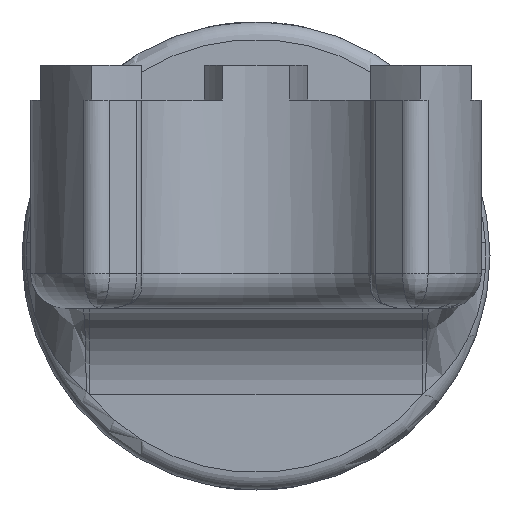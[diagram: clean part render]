
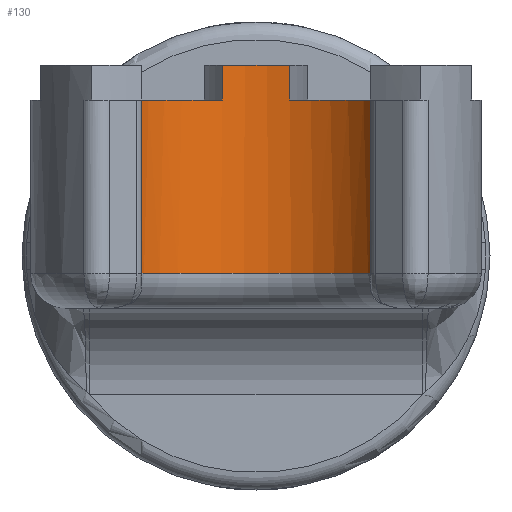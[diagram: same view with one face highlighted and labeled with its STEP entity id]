
A CAD part, left-side view. The second image highlights one B-rep face of the part: STEP entity #130.
In plain terms, the highlighted cylindrical face has radius 8 mm (diameter 16 mm), a partial arc.
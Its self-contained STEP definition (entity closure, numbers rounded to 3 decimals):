
#130 = ADVANCED_FACE( '', ( #333 ), #334, .F. );
#333 = FACE_OUTER_BOUND( '', #913, .T. );
#334 = CYLINDRICAL_SURFACE( '', #914, 8. );
#913 = EDGE_LOOP( '', ( #3229, #3230, #3231, #3232, #3233, #3234, #3235, #3236, #3237, #3238, #3239, #3240 ) );
#914 = AXIS2_PLACEMENT_3D( '', #3241, #3242, #3243 );
#3229 = ORIENTED_EDGE( '', *, *, #3870, .F. );
#3230 = ORIENTED_EDGE( '', *, *, #3871, .F. );
#3231 = ORIENTED_EDGE( '', *, *, #3872, .T. );
#3232 = ORIENTED_EDGE( '', *, *, #3873, .T. );
#3233 = ORIENTED_EDGE( '', *, *, #3874, .F. );
#3234 = ORIENTED_EDGE( '', *, *, #3863, .F. );
#3235 = ORIENTED_EDGE( '', *, *, #3875, .T. );
#3236 = ORIENTED_EDGE( '', *, *, #3855, .T. );
#3237 = ORIENTED_EDGE( '', *, *, #3876, .T. );
#3238 = ORIENTED_EDGE( '', *, *, #3877, .T. );
#3239 = ORIENTED_EDGE( '', *, *, #3878, .T. );
#3240 = ORIENTED_EDGE( '', *, *, #3879, .T. );
#3241 = CARTESIAN_POINT( '', ( -50., 0., 14. ) );
#3242 = DIRECTION( '', ( 0., 0., 1. ) );
#3243 = DIRECTION( '', ( -1., 0., 0. ) );
#3855 = EDGE_CURVE( '', #4159, #4157, #4160, .T. );
#3863 = EDGE_CURVE( '', #4172, #4167, #4174, .T. );
#3870 = EDGE_CURVE( '', #4185, #4186, #4187, .T. );
#3871 = EDGE_CURVE( '', #4188, #4185, #4189, .T. );
#3872 = EDGE_CURVE( '', #4188, #4190, #4191, .T. );
#3873 = EDGE_CURVE( '', #4190, #4192, #4193, .T. );
#3874 = EDGE_CURVE( '', #4167, #4192, #4194, .T. );
#3875 = EDGE_CURVE( '', #4172, #4159, #4195, .T. );
#3876 = EDGE_CURVE( '', #4157, #4196, #4197, .T. );
#3877 = EDGE_CURVE( '', #4196, #4198, #4199, .F. );
#3878 = EDGE_CURVE( '', #4198, #4200, #4201, .F. );
#3879 = EDGE_CURVE( '', #4200, #4186, #4202, .T. );
#4157 = VERTEX_POINT( '', #4918 );
#4159 = VERTEX_POINT( '', #4920 );
#4160 = CIRCLE( '', #4921, 8. );
#4167 = VERTEX_POINT( '', #4928 );
#4172 = VERTEX_POINT( '', #4933 );
#4174 = CIRCLE( '', #4935, 8. );
#4185 = VERTEX_POINT( '', #4955 );
#4186 = VERTEX_POINT( '', #4956 );
#4187 = LINE( '', #4957, #4958 );
#4188 = VERTEX_POINT( '', #4959 );
#4189 = CIRCLE( '', #4960, 8. );
#4190 = VERTEX_POINT( '', #4961 );
#4191 = LINE( '', #4962, #4963 );
#4192 = VERTEX_POINT( '', #4964 );
#4193 = CIRCLE( '', #4965, 8. );
#4194 = LINE( '', #4966, #4967 );
#4195 = LINE( '', #4968, #4969 );
#4196 = VERTEX_POINT( '', #4970 );
#4197 = LINE( '', #4971, #4972 );
#4198 = VERTEX_POINT( '', #4973 );
#4199 = CIRCLE( '', #4974, 8. );
#4200 = VERTEX_POINT( '', #4975 );
#4201 = LINE( '', #4976, #4977 );
#4202 = CIRCLE( '', #4978, 8. );
#4918 = CARTESIAN_POINT( '', ( -54.285, 6.756, 14. ) );
#4920 = CARTESIAN_POINT( '', ( -52.198, 7.692, 14. ) );
#4921 = AXIS2_PLACEMENT_3D( '', #6305, #6306, #6307 );
#4928 = CARTESIAN_POINT( '', ( -42.239, 1.942, 12. ) );
#4933 = CARTESIAN_POINT( '', ( -52.198, 7.692, 12. ) );
#4935 = AXIS2_PLACEMENT_3D( '', #6326, #6327, #6328 );
#4955 = CARTESIAN_POINT( '', ( -52.198, -7.692, 12. ) );
#4956 = CARTESIAN_POINT( '', ( -52.198, -7.692, 14. ) );
#4957 = CARTESIAN_POINT( '', ( -52.198, -7.692, 12. ) );
#4958 = VECTOR( '', #6332, 1000. );
#4959 = CARTESIAN_POINT( '', ( -42.239, -1.942, 12. ) );
#4960 = AXIS2_PLACEMENT_3D( '', #6333, #6334, #6335 );
#4961 = CARTESIAN_POINT( '', ( -42.239, -1.942, 14. ) );
#4962 = CARTESIAN_POINT( '', ( -42.239, -1.942, 12. ) );
#4963 = VECTOR( '', #6336, 1000. );
#4964 = CARTESIAN_POINT( '', ( -42.239, 1.942, 14. ) );
#4965 = AXIS2_PLACEMENT_3D( '', #6337, #6338, #6339 );
#4966 = CARTESIAN_POINT( '', ( -42.239, 1.942, 12. ) );
#4967 = VECTOR( '', #6340, 1000. );
#4968 = CARTESIAN_POINT( '', ( -52.198, 7.692, 12. ) );
#4969 = VECTOR( '', #6341, 1000. );
#4970 = CARTESIAN_POINT( '', ( -54.285, 6.756, 2. ) );
#4971 = CARTESIAN_POINT( '', ( -54.285, 6.756, 14. ) );
#4972 = VECTOR( '', #6342, 1000. );
#4973 = CARTESIAN_POINT( '', ( -54.285, -6.756, 2. ) );
#4974 = AXIS2_PLACEMENT_3D( '', #6343, #6344, #6345 );
#4975 = CARTESIAN_POINT( '', ( -54.285, -6.756, 14. ) );
#4976 = CARTESIAN_POINT( '', ( -54.285, -6.756, 14. ) );
#4977 = VECTOR( '', #6346, 1000. );
#4978 = AXIS2_PLACEMENT_3D( '', #6347, #6348, #6349 );
#6305 = CARTESIAN_POINT( '', ( -50., 0., 14. ) );
#6306 = DIRECTION( '', ( 0., 0., 1. ) );
#6307 = DIRECTION( '', ( -1., 0., 0. ) );
#6326 = CARTESIAN_POINT( '', ( -50., 0., 12. ) );
#6327 = DIRECTION( '', ( 0., 0., -1. ) );
#6328 = DIRECTION( '', ( -1., 0., 0. ) );
#6332 = DIRECTION( '', ( 0., 0., 1. ) );
#6333 = CARTESIAN_POINT( '', ( -50., 0., 12. ) );
#6334 = DIRECTION( '', ( 0., 0., -1. ) );
#6335 = DIRECTION( '', ( 0.594, 0.805, 0. ) );
#6336 = DIRECTION( '', ( 0., 0., 1. ) );
#6337 = CARTESIAN_POINT( '', ( -50., 0., 14. ) );
#6338 = DIRECTION( '', ( 0., 0., 1. ) );
#6339 = DIRECTION( '', ( -1., 0., 0. ) );
#6340 = DIRECTION( '', ( 0., 0., 1. ) );
#6341 = DIRECTION( '', ( 0., 0., 1. ) );
#6342 = DIRECTION( '', ( 0., 0., -1. ) );
#6343 = CARTESIAN_POINT( '', ( -50., 0., 2. ) );
#6344 = DIRECTION( '', ( 0., 0., 1. ) );
#6345 = DIRECTION( '', ( 1., 0., 0. ) );
#6346 = DIRECTION( '', ( 0., 0., -1. ) );
#6347 = CARTESIAN_POINT( '', ( -50., 0., 14. ) );
#6348 = DIRECTION( '', ( 0., 0., 1. ) );
#6349 = DIRECTION( '', ( -1., 0., 0. ) );
